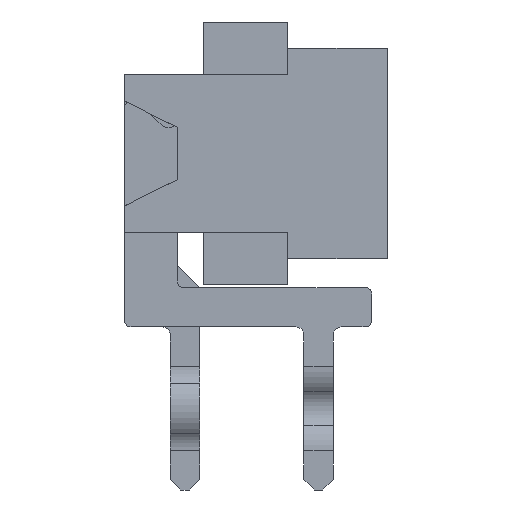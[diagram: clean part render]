
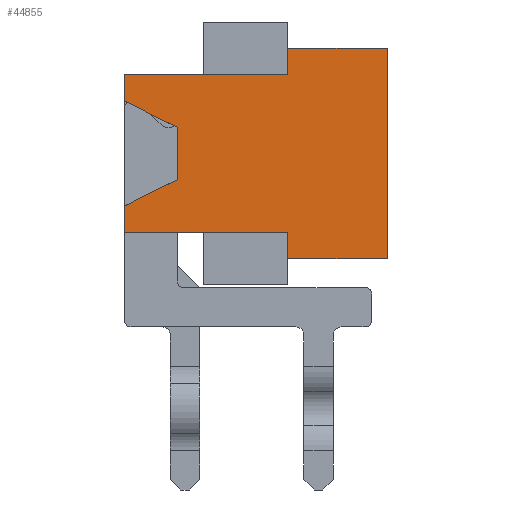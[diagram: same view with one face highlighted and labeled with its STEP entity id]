
A CAD part, front view. The second image highlights one B-rep face of the part: STEP entity #44855.
In plain terms, the highlighted face is planar.
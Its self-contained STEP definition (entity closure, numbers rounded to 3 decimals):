
#5650=ORIENTED_EDGE('',*,*,#17876,.F.);
#5651=ORIENTED_EDGE('',*,*,#17888,.F.);
#5652=ORIENTED_EDGE('',*,*,#17895,.T.);
#5653=ORIENTED_EDGE('',*,*,#16167,.F.);
#5654=ORIENTED_EDGE('',*,*,#16153,.T.);
#5655=ORIENTED_EDGE('',*,*,#17896,.F.);
#5656=ORIENTED_EDGE('',*,*,#17897,.F.);
#5657=ORIENTED_EDGE('',*,*,#17898,.T.);
#5658=ORIENTED_EDGE('',*,*,#17899,.T.);
#5659=ORIENTED_EDGE('',*,*,#16166,.T.);
#5660=ORIENTED_EDGE('',*,*,#16147,.F.);
#5661=ORIENTED_EDGE('',*,*,#17890,.F.);
#5662=ORIENTED_EDGE('',*,*,#16882,.F.);
#5663=ORIENTED_EDGE('',*,*,#16892,.F.);
#16147=EDGE_CURVE('',#22883,#22884,#27348,.T.);
#16153=EDGE_CURVE('',#22890,#22889,#27354,.T.);
#16166=EDGE_CURVE('',#22899,#22884,#27367,.T.);
#16167=EDGE_CURVE('',#22890,#22900,#27368,.T.);
#16882=EDGE_CURVE('',#23353,#23354,#28083,.T.);
#16892=EDGE_CURVE('',#23357,#23353,#28093,.T.);
#17876=EDGE_CURVE('',#23871,#23357,#29077,.T.);
#17888=EDGE_CURVE('',#23872,#23871,#29089,.T.);
#17890=EDGE_CURVE('',#23354,#22883,#29091,.T.);
#17895=EDGE_CURVE('',#23872,#22900,#29096,.T.);
#17896=EDGE_CURVE('',#23873,#22889,#29097,.T.);
#17897=EDGE_CURVE('',#23874,#23873,#29098,.T.);
#17898=EDGE_CURVE('',#23874,#23875,#29099,.T.);
#17899=EDGE_CURVE('',#23875,#22899,#29100,.T.);
#22883=VERTEX_POINT('',#64426);
#22884=VERTEX_POINT('',#64428);
#22889=VERTEX_POINT('',#64439);
#22890=VERTEX_POINT('',#64441);
#22899=VERTEX_POINT('',#64464);
#22900=VERTEX_POINT('',#64469);
#23353=VERTEX_POINT('',#65878);
#23354=VERTEX_POINT('',#65879);
#23357=VERTEX_POINT('',#65894);
#23871=VERTEX_POINT('',#67780);
#23872=VERTEX_POINT('',#67804);
#23873=VERTEX_POINT('',#67816);
#23874=VERTEX_POINT('',#67818);
#23875=VERTEX_POINT('',#67820);
#27348=LINE('',#64427,#32733);
#27354=LINE('',#64440,#32739);
#27367=LINE('',#64466,#32752);
#27368=LINE('',#64468,#32753);
#28083=LINE('',#65877,#33468);
#28093=LINE('',#65895,#33478);
#29077=LINE('',#67779,#34462);
#29089=LINE('',#67803,#34474);
#29091=LINE('',#67807,#34476);
#29096=LINE('',#67814,#34481);
#29097=LINE('',#67815,#34482);
#29098=LINE('',#67817,#34483);
#29099=LINE('',#67819,#34484);
#29100=LINE('',#67821,#34485);
#32733=VECTOR('',#51165,1000.);
#32739=VECTOR('',#51173,1000.);
#32752=VECTOR('',#51192,1000.);
#32753=VECTOR('',#51195,1000.);
#33468=VECTOR('',#52392,1000.);
#33478=VECTOR('',#52408,1000.);
#34462=VECTOR('',#54166,1000.);
#34474=VECTOR('',#54200,1000.);
#34476=VECTOR('',#54204,1000.);
#34481=VECTOR('',#54213,1000.);
#34482=VECTOR('',#54214,1000.);
#34483=VECTOR('',#54215,1000.);
#34484=VECTOR('',#54216,1000.);
#34485=VECTOR('',#54217,1000.);
#38329=EDGE_LOOP('',(#5650,#5651,#5652,#5653,#5654,#5655,#5656,#5657,#5658,
#5659,#5660,#5661,#5662,#5663));
#40760=FACE_BOUND('',#38329,.T.);
#43191=PLANE('',#47458);
#44855=ADVANCED_FACE('',(#40760),#43191,.F.);
#47458=AXIS2_PLACEMENT_3D('',#67813,#54211,#54212);
#51165=DIRECTION('',(0.,0.,1.));
#51173=DIRECTION('',(0.,-1.,0.));
#51192=DIRECTION('',(0.,0.,-1.));
#51195=DIRECTION('',(0.,0.,-1.));
#52392=DIRECTION('',(0.,0.447,-0.894));
#52408=DIRECTION('',(0.,1.,0.));
#54166=DIRECTION('',(0.,0.447,0.894));
#54200=DIRECTION('',(0.,1.,0.));
#54204=DIRECTION('',(0.,1.,0.));
#54211=DIRECTION('',(1.,0.,0.));
#54212=DIRECTION('',(0.,0.,-1.));
#54213=DIRECTION('',(0.,0.,1.));
#54214=DIRECTION('',(0.,0.,-1.));
#54215=DIRECTION('',(0.,-1.,0.));
#54216=DIRECTION('',(0.,0.,-1.));
#54217=DIRECTION('',(0.,-1.,0.));
#64426=CARTESIAN_POINT('',(-16.775,1.5,-1.5));
#64427=CARTESIAN_POINT('',(-16.775,1.5,-1.5));
#64428=CARTESIAN_POINT('',(-16.775,1.5,0.));
#64439=CARTESIAN_POINT('',(-16.775,-2.,1.6));
#64440=CARTESIAN_POINT('',(-16.775,2.,1.6));
#64441=CARTESIAN_POINT('',(-16.775,-1.5,1.6));
#64464=CARTESIAN_POINT('',(-16.775,1.5,1.6));
#64466=CARTESIAN_POINT('',(-16.775,1.5,35.727));
#64468=CARTESIAN_POINT('',(-16.775,-1.5,35.727));
#64469=CARTESIAN_POINT('',(-16.775,-1.5,0.));
#65877=CARTESIAN_POINT('',(-16.775,-0.8,2.1));
#65878=CARTESIAN_POINT('',(-16.775,0.5,-0.5));
#65879=CARTESIAN_POINT('',(-16.775,1.,-1.5));
#65894=CARTESIAN_POINT('',(-16.775,-0.5,-0.5));
#65895=CARTESIAN_POINT('',(-16.775,2.,-0.5));
#67779=CARTESIAN_POINT('',(-16.775,1.6,3.7));
#67780=CARTESIAN_POINT('',(-16.775,-1.,-1.5));
#67803=CARTESIAN_POINT('',(-16.775,-1.5,-1.5));
#67804=CARTESIAN_POINT('',(-16.775,-1.5,-1.5));
#67807=CARTESIAN_POINT('',(-16.775,-1.5,-1.5));
#67813=CARTESIAN_POINT('',(-16.775,2.,3.5));
#67814=CARTESIAN_POINT('',(-16.775,-1.5,-1.5));
#67815=CARTESIAN_POINT('',(-16.775,-2.,3.5));
#67816=CARTESIAN_POINT('',(-16.775,-2.,3.5));
#67817=CARTESIAN_POINT('',(-16.775,2.,3.5));
#67818=CARTESIAN_POINT('',(-16.775,2.,3.5));
#67819=CARTESIAN_POINT('',(-16.775,2.,3.5));
#67820=CARTESIAN_POINT('',(-16.775,2.,1.6));
#67821=CARTESIAN_POINT('',(-16.775,2.,1.6));
